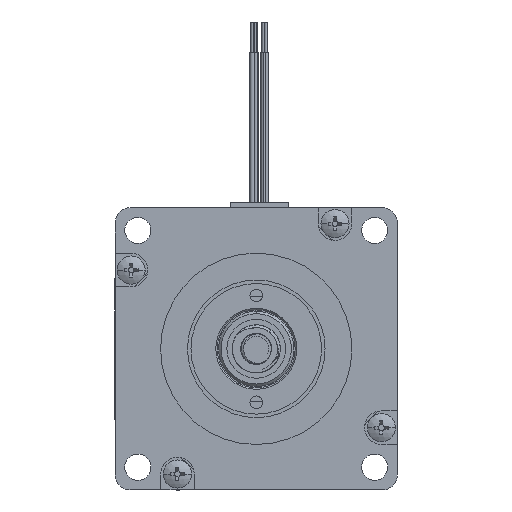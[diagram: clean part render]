
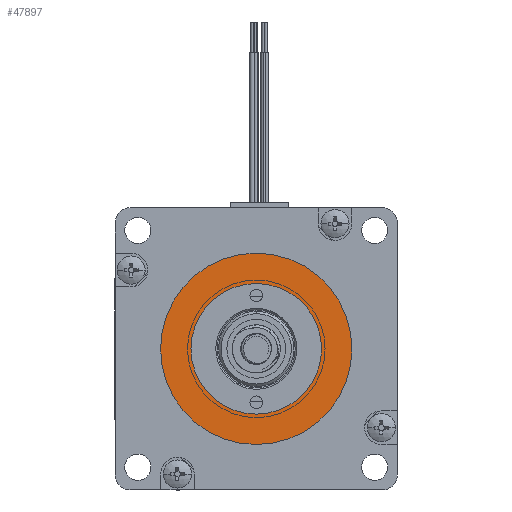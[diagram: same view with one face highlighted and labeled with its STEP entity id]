
A CAD part, left-side view. The second image highlights one B-rep face of the part: STEP entity #47897.
In plain terms, the highlighted face is planar.
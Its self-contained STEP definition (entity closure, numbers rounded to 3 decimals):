
#663 = EDGE_CURVE ( 'NONE', #48207, #28299, #27345, .T. ) ;
#1258 = DIRECTION ( 'NONE',  ( 1., 0., 0. ) ) ;
#3150 = DIRECTION ( 'NONE',  ( 0., 0., 1. ) ) ;
#3368 = CIRCLE ( 'NONE', #30936, 19.05 ) ;
#6219 = DIRECTION ( 'NONE',  ( 0., 1., 0. ) ) ;
#6859 = FACE_OUTER_BOUND ( 'NONE', #56838, .T. ) ;
#8310 = ORIENTED_EDGE ( 'NONE', *, *, #26729, .F. ) ;
#8579 = AXIS2_PLACEMENT_3D ( 'NONE', #16662, #37252, #21639 ) ;
#8780 = DIRECTION ( 'NONE',  ( 0., 1., 0. ) ) ;
#10911 = VERTEX_POINT ( 'NONE', #40443 ) ;
#14143 = EDGE_CURVE ( 'NONE', #35475, #10911, #36286, .T. ) ;
#16662 = CARTESIAN_POINT ( 'NONE',  ( 0., 6.6, 0. ) ) ;
#20326 = ORIENTED_EDGE ( 'NONE', *, *, #30987, .T. ) ;
#20572 = CARTESIAN_POINT ( 'NONE',  ( 0., 6.6, -19.05 ) ) ;
#20627 = ORIENTED_EDGE ( 'NONE', *, *, #663, .T. ) ;
#21639 = DIRECTION ( 'NONE',  ( 0., 0., 1. ) ) ;
#22456 = AXIS2_PLACEMENT_3D ( 'NONE', #23875, #38835, #49125 ) ;
#23875 = CARTESIAN_POINT ( 'NONE',  ( 0., 6.6, 0. ) ) ;
#24413 = CARTESIAN_POINT ( 'NONE',  ( 0., 6.6, 0. ) ) ;
#26729 = EDGE_CURVE ( 'NONE', #10911, #35475, #64796, .T. ) ;
#27345 = CIRCLE ( 'NONE', #64490, 19.05 ) ;
#28299 = VERTEX_POINT ( 'NONE', #20572 ) ;
#30936 = AXIS2_PLACEMENT_3D ( 'NONE', #24413, #65606, #39710 ) ;
#30987 = EDGE_CURVE ( 'NONE', #28299, #48207, #3368, .T. ) ;
#31754 = CARTESIAN_POINT ( 'NONE',  ( 0., 6.6, 0. ) ) ;
#32199 = CARTESIAN_POINT ( 'NONE',  ( 0., 6.6, -13. ) ) ;
#34274 = ORIENTED_EDGE ( 'NONE', *, *, #14143, .F. ) ;
#35475 = VERTEX_POINT ( 'NONE', #32199 ) ;
#35908 = EDGE_LOOP ( 'NONE', ( #8310, #34274 ) ) ;
#36286 = CIRCLE ( 'NONE', #22456, 13. ) ;
#37077 = PLANE ( 'NONE',  #39261 ) ;
#37252 = DIRECTION ( 'NONE',  ( 0., 1., 0. ) ) ;
#38835 = DIRECTION ( 'NONE',  ( 0., 1., 0. ) ) ;
#39261 = AXIS2_PLACEMENT_3D ( 'NONE', #31754, #6219, #1258 ) ;
#39710 = DIRECTION ( 'NONE',  ( 0., 0., 1. ) ) ;
#40443 = CARTESIAN_POINT ( 'NONE',  ( 0., 6.6, 13. ) ) ;
#47897 = ADVANCED_FACE ( 'NONE', ( #52343, #6859 ), #37077, .T. ) ;
#48207 = VERTEX_POINT ( 'NONE', #50646 ) ;
#48622 = CARTESIAN_POINT ( 'NONE',  ( 0., 6.6, 0. ) ) ;
#49125 = DIRECTION ( 'NONE',  ( 0., 0., 1. ) ) ;
#50646 = CARTESIAN_POINT ( 'NONE',  ( 0., 6.6, 19.05 ) ) ;
#52343 = FACE_BOUND ( 'NONE', #35908, .T. ) ;
#56838 = EDGE_LOOP ( 'NONE', ( #20326, #20627 ) ) ;
#64490 = AXIS2_PLACEMENT_3D ( 'NONE', #48622, #8780, #3150 ) ;
#64796 = CIRCLE ( 'NONE', #8579, 13. ) ;
#65606 = DIRECTION ( 'NONE',  ( 0., 1., 0. ) ) ;
